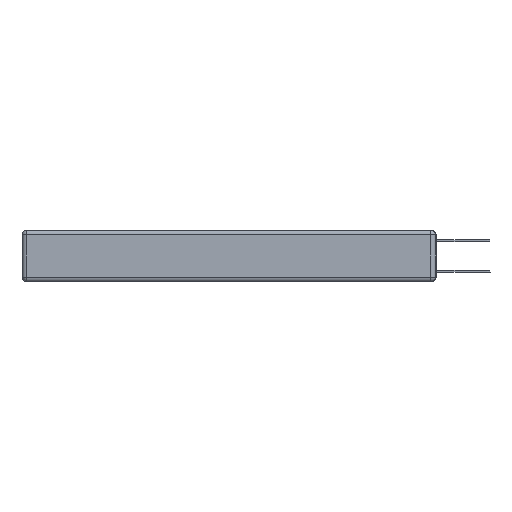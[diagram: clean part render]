
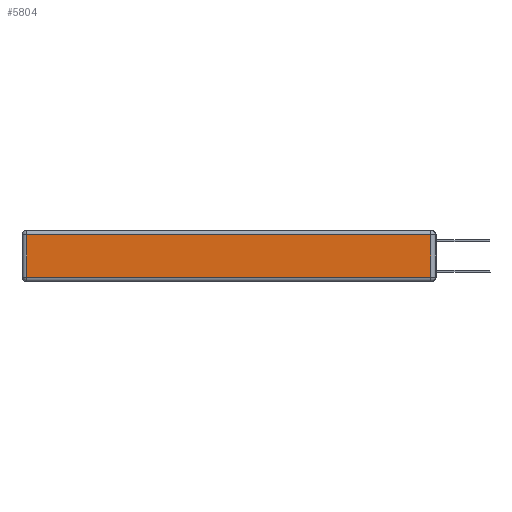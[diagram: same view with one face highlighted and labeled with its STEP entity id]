
A CAD part, left-side view. The second image highlights one B-rep face of the part: STEP entity #5804.
In plain terms, the highlighted planar face has unit normal (-1, 0, 0).
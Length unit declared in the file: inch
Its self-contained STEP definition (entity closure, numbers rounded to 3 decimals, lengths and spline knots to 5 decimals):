
#241 = VECTOR ( 'NONE', #11156, 39.37008 ) ;
#362 = CARTESIAN_POINT ( 'NONE',  ( 0., 2.75, -0.03 ) ) ;
#450 = CARTESIAN_POINT ( 'NONE',  ( 0., 2.72, -0.313 ) ) ;
#658 = LINE ( 'NONE', #9798, #241 ) ;
#932 = ORIENTED_EDGE ( 'NONE', *, *, #3540, .T. ) ;
#1052 = VERTEX_POINT ( 'NONE', #450 ) ;
#1887 = VERTEX_POINT ( 'NONE', #15929 ) ;
#2296 = VECTOR ( 'NONE', #2750, 39.37008 ) ;
#2568 = ORIENTED_EDGE ( 'NONE', *, *, #10928, .T. ) ;
#2750 = DIRECTION ( 'NONE',  ( 0., -1., 0. ) ) ;
#3540 = EDGE_CURVE ( 'NONE', #1052, #11337, #16104, .T. ) ;
#4143 = CARTESIAN_POINT ( 'NONE',  ( 0., 0., -0.313 ) ) ;
#5552 = AXIS2_PLACEMENT_3D ( 'NONE', #12050, #15111, #7267 ) ;
#5804 = ADVANCED_FACE ( 'NONE', ( #13515 ), #17870, .T. ) ;
#6350 = EDGE_LOOP ( 'NONE', ( #932, #16177, #17302, #2568 ) ) ;
#7255 = EDGE_CURVE ( 'NONE', #11337, #15463, #13924, .T. ) ;
#7267 = DIRECTION ( 'NONE',  ( 0., 0., 1. ) ) ;
#7609 = EDGE_CURVE ( 'NONE', #15463, #1887, #12326, .T. ) ;
#8032 = DIRECTION ( 'NONE',  ( 0., 1., 0. ) ) ;
#8238 = CARTESIAN_POINT ( 'NONE',  ( 0., 0.03, -0.343 ) ) ;
#9798 = CARTESIAN_POINT ( 'NONE',  ( 0., 2.72, -0.343 ) ) ;
#10181 = VECTOR ( 'NONE', #18270, 39.37008 ) ;
#10928 = EDGE_CURVE ( 'NONE', #1887, #1052, #658, .T. ) ;
#11042 = CARTESIAN_POINT ( 'NONE',  ( 0., 0.03, -0.313 ) ) ;
#11156 = DIRECTION ( 'NONE',  ( 0., 0., -1. ) ) ;
#11337 = VERTEX_POINT ( 'NONE', #11042 ) ;
#11440 = VECTOR ( 'NONE', #8032, 39.37008 ) ;
#12050 = CARTESIAN_POINT ( 'NONE',  ( 0., 0., -0.343 ) ) ;
#12326 = LINE ( 'NONE', #362, #11440 ) ;
#13515 = FACE_OUTER_BOUND ( 'NONE', #6350, .T. ) ;
#13924 = LINE ( 'NONE', #8238, #10181 ) ;
#14101 = CARTESIAN_POINT ( 'NONE',  ( 0., 0.03, -0.03 ) ) ;
#15111 = DIRECTION ( 'NONE',  ( -1., 0., 0. ) ) ;
#15463 = VERTEX_POINT ( 'NONE', #14101 ) ;
#15929 = CARTESIAN_POINT ( 'NONE',  ( 0., 2.72, -0.03 ) ) ;
#16104 = LINE ( 'NONE', #4143, #2296 ) ;
#16177 = ORIENTED_EDGE ( 'NONE', *, *, #7255, .T. ) ;
#17302 = ORIENTED_EDGE ( 'NONE', *, *, #7609, .T. ) ;
#17870 = PLANE ( 'NONE',  #5552 ) ;
#18270 = DIRECTION ( 'NONE',  ( 0., 0., 1. ) ) ;
